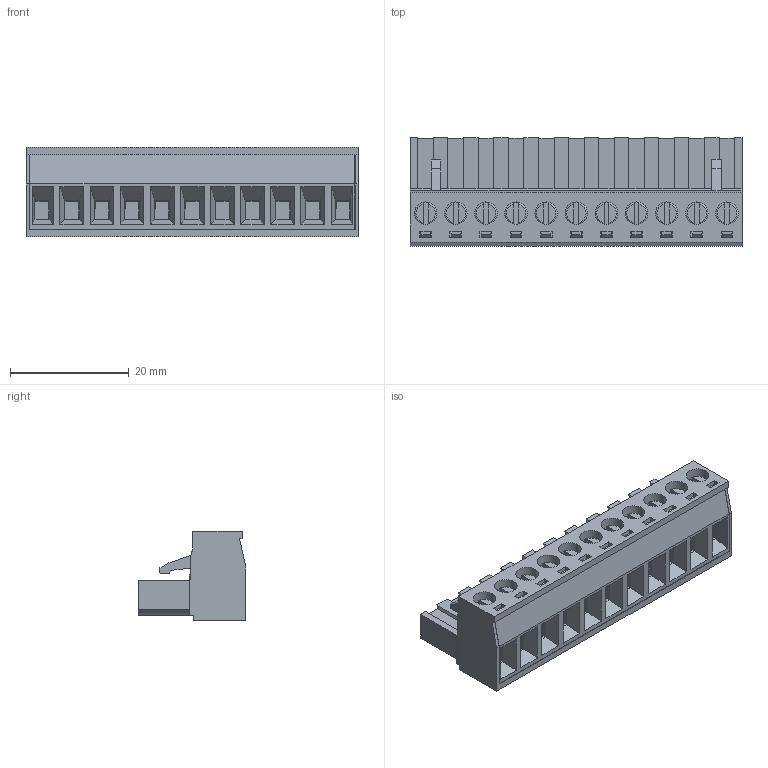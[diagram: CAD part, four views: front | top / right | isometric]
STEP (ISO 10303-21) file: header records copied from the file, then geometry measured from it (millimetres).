
FILE_DESCRIPTION(/* description */ ('Unknown'),/* implementation_level */ '2;1');
FILE_NAME(/* name */ '691351500011',/* time_stamp */ '2021-01-04T16:11:58+01:00',/* author */ ('Unknown'),/* organization */ ('Unknown'),/* preprocessor_version */ 'ST-DEVELOPER v16.7',/* originating_system */ 'DEX',/* authorisation */ $);
FILE_SCHEMA (('AUTOMOTIVE_DESIGN {1 0 10303 214 3 1 1}'));
Length unit declared in the file: millimetre
Products named in the file (6): 6913515000xx; 691351500011; 6913515000xx_CAGE; 6913515000xx_PIN; 6913515000xx_VIS; 691351500011_CAPOT
Assembly tree (35 placements, depth 2):
  6913515000xx
    691351500011
    6913515000xx_CAGE  x11
    6913515000xx_PIN  x11
    6913515000xx_VIS  x11
    691351500011_CAPOT
Bounding box: 55.98 x 18.2 x 15.1 mm (x, y, z)
Volume: 6308.6 mm3; surface area: 17098.9 mm2
Topology: 35 solids, 35 shells, 2558 faces, 6948 edges, 4536 vertices
Faces by surface type: plane 1888, cylinder 615, torus 33, cone 22
Full cylindrical faces by diameter (mm): 1.6 x11, 2.2 x11, 2.5 x11, 2.9 x11, 2.95 x11, 3 x11, 3.8 x22
Entity records: 41194 total; most frequent: CARTESIAN_POINT 7211, ORIENTED_EDGE 7002, DIRECTION 6558, EDGE_CURVE 3501, LINE 3148, VECTOR 3148, VERTEX_POINT 2310, AXIS2_PLACEMENT_3D 1705
